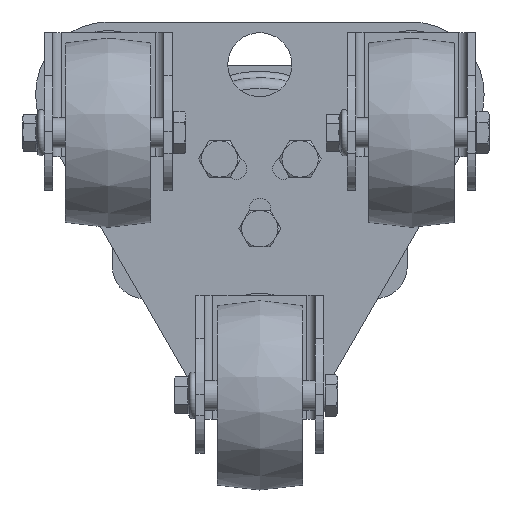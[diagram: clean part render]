
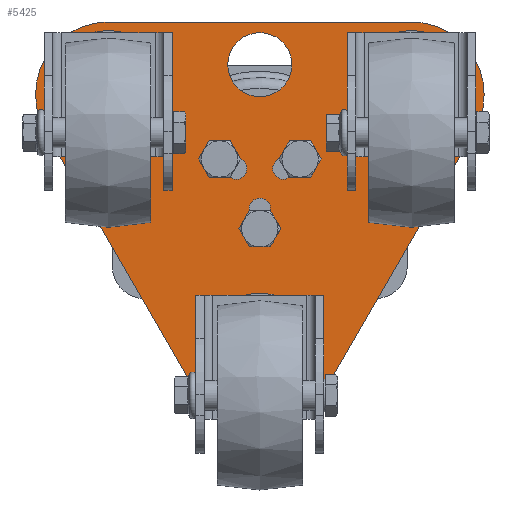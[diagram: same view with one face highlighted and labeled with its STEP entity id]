
A CAD part, front view. The second image highlights one B-rep face of the part: STEP entity #5425.
In plain terms, the highlighted face is planar.
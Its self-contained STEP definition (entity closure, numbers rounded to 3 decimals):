
#459=LINE('',#8633,#703);
#464=LINE('',#8646,#708);
#467=LINE('',#8657,#711);
#472=LINE('',#8670,#716);
#475=LINE('',#8681,#719);
#480=LINE('',#8694,#724);
#484=LINE('',#8726,#728);
#488=LINE('',#8738,#732);
#492=LINE('',#8748,#736);
#703=VECTOR('',#7022,8.515);
#708=VECTOR('',#7035,8.515);
#711=VECTOR('',#7046,8.515);
#716=VECTOR('',#7059,8.515);
#719=VECTOR('',#7070,8.515);
#724=VECTOR('',#7083,8.515);
#728=VECTOR('',#7119,142.);
#732=VECTOR('',#7131,142.);
#736=VECTOR('',#7143,142.);
#902=PLANE('',#5969);
#1153=FACE_BOUND('',#1874,.T.);
#1154=FACE_BOUND('',#1875,.T.);
#1155=FACE_BOUND('',#1876,.T.);
#1156=FACE_BOUND('',#1877,.T.);
#1157=FACE_BOUND('',#1878,.T.);
#1158=FACE_BOUND('',#1879,.T.);
#1159=FACE_BOUND('',#1880,.T.);
#1410=FACE_OUTER_BOUND('',#1873,.T.);
#1873=EDGE_LOOP('',(#4306,#4307,#4308,#4309,#4310,#4311));
#1874=EDGE_LOOP('',(#4312));
#1875=EDGE_LOOP('',(#4313,#4314,#4315,#4316));
#1876=EDGE_LOOP('',(#4317,#4318,#4319,#4320));
#1877=EDGE_LOOP('',(#4321,#4322,#4323,#4324));
#1878=EDGE_LOOP('',(#4325));
#1879=EDGE_LOOP('',(#4326));
#1880=EDGE_LOOP('',(#4327));
#2314=CIRCLE('',#5922,15.);
#2317=CIRCLE('',#5927,5.);
#2319=CIRCLE('',#5931,6.);
#2321=CIRCLE('',#5935,6.);
#2323=CIRCLE('',#5939,5.);
#2325=CIRCLE('',#5943,6.);
#2327=CIRCLE('',#5947,5.);
#2328=CIRCLE('',#5949,6.3);
#2330=CIRCLE('',#5952,6.3);
#2332=CIRCLE('',#5955,6.3);
#2335=CIRCLE('',#5959,34.);
#2337=CIRCLE('',#5963,34.);
#2339=CIRCLE('',#5967,34.);
#2683=VERTEX_POINT('',#8622);
#2687=VERTEX_POINT('',#8630);
#2688=VERTEX_POINT('',#8632);
#2690=VERTEX_POINT('',#8638);
#2692=VERTEX_POINT('',#8644);
#2695=VERTEX_POINT('',#8654);
#2696=VERTEX_POINT('',#8656);
#2698=VERTEX_POINT('',#8662);
#2700=VERTEX_POINT('',#8668);
#2703=VERTEX_POINT('',#8678);
#2704=VERTEX_POINT('',#8680);
#2706=VERTEX_POINT('',#8686);
#2708=VERTEX_POINT('',#8692);
#2709=VERTEX_POINT('',#8699);
#2711=VERTEX_POINT('',#8704);
#2713=VERTEX_POINT('',#8709);
#2717=VERTEX_POINT('',#8717);
#2718=VERTEX_POINT('',#8719);
#2720=VERTEX_POINT('',#8725);
#2722=VERTEX_POINT('',#8731);
#2724=VERTEX_POINT('',#8737);
#2726=VERTEX_POINT('',#8743);
#3264=EDGE_CURVE('',#2683,#2683,#2314,.T.);
#3268=EDGE_CURVE('',#2688,#2687,#459,.T.);
#3272=EDGE_CURVE('',#2687,#2690,#2317,.T.);
#3275=EDGE_CURVE('',#2690,#2692,#464,.T.);
#3277=EDGE_CURVE('',#2692,#2688,#2319,.T.);
#3280=EDGE_CURVE('',#2696,#2695,#467,.T.);
#3284=EDGE_CURVE('',#2695,#2698,#2321,.T.);
#3287=EDGE_CURVE('',#2698,#2700,#472,.T.);
#3289=EDGE_CURVE('',#2700,#2696,#2323,.T.);
#3292=EDGE_CURVE('',#2704,#2703,#475,.T.);
#3296=EDGE_CURVE('',#2703,#2706,#2325,.T.);
#3299=EDGE_CURVE('',#2706,#2708,#480,.T.);
#3301=EDGE_CURVE('',#2708,#2704,#2327,.T.);
#3302=EDGE_CURVE('',#2709,#2709,#2328,.T.);
#3304=EDGE_CURVE('',#2711,#2711,#2330,.T.);
#3306=EDGE_CURVE('',#2713,#2713,#2332,.T.);
#3310=EDGE_CURVE('',#2718,#2717,#2335,.T.);
#3313=EDGE_CURVE('',#2720,#2718,#484,.T.);
#3316=EDGE_CURVE('',#2722,#2720,#2337,.T.);
#3319=EDGE_CURVE('',#2724,#2722,#488,.T.);
#3322=EDGE_CURVE('',#2726,#2724,#2339,.T.);
#3325=EDGE_CURVE('',#2717,#2726,#492,.T.);
#4306=ORIENTED_EDGE('',*,*,#3325,.T.);
#4307=ORIENTED_EDGE('',*,*,#3322,.T.);
#4308=ORIENTED_EDGE('',*,*,#3319,.T.);
#4309=ORIENTED_EDGE('',*,*,#3316,.T.);
#4310=ORIENTED_EDGE('',*,*,#3313,.T.);
#4311=ORIENTED_EDGE('',*,*,#3310,.T.);
#4312=ORIENTED_EDGE('',*,*,#3264,.T.);
#4313=ORIENTED_EDGE('',*,*,#3268,.T.);
#4314=ORIENTED_EDGE('',*,*,#3272,.T.);
#4315=ORIENTED_EDGE('',*,*,#3275,.T.);
#4316=ORIENTED_EDGE('',*,*,#3277,.T.);
#4317=ORIENTED_EDGE('',*,*,#3280,.T.);
#4318=ORIENTED_EDGE('',*,*,#3284,.T.);
#4319=ORIENTED_EDGE('',*,*,#3287,.T.);
#4320=ORIENTED_EDGE('',*,*,#3289,.T.);
#4321=ORIENTED_EDGE('',*,*,#3292,.T.);
#4322=ORIENTED_EDGE('',*,*,#3296,.T.);
#4323=ORIENTED_EDGE('',*,*,#3299,.T.);
#4324=ORIENTED_EDGE('',*,*,#3301,.T.);
#4325=ORIENTED_EDGE('',*,*,#3302,.T.);
#4326=ORIENTED_EDGE('',*,*,#3304,.T.);
#4327=ORIENTED_EDGE('',*,*,#3306,.T.);
#5425=ADVANCED_FACE('',(#1410,#1153,#1154,#1155,#1156,#1157,#1158,#1159),
#902,.F.);
#5922=AXIS2_PLACEMENT_3D('',#8623,#7014,#7015);
#5927=AXIS2_PLACEMENT_3D('',#8640,#7029,#7030);
#5931=AXIS2_PLACEMENT_3D('',#8649,#7040,#7041);
#5935=AXIS2_PLACEMENT_3D('',#8664,#7053,#7054);
#5939=AXIS2_PLACEMENT_3D('',#8673,#7064,#7065);
#5943=AXIS2_PLACEMENT_3D('',#8688,#7077,#7078);
#5947=AXIS2_PLACEMENT_3D('',#8697,#7088,#7089);
#5949=AXIS2_PLACEMENT_3D('',#8700,#7092,#7093);
#5952=AXIS2_PLACEMENT_3D('',#8705,#7098,#7099);
#5955=AXIS2_PLACEMENT_3D('',#8710,#7104,#7105);
#5959=AXIS2_PLACEMENT_3D('',#8720,#7113,#7114);
#5963=AXIS2_PLACEMENT_3D('',#8732,#7125,#7126);
#5967=AXIS2_PLACEMENT_3D('',#8744,#7137,#7138);
#5969=AXIS2_PLACEMENT_3D('',#8749,#7144,#7145);
#7014=DIRECTION('center_axis',(0.,0.,1.));
#7015=DIRECTION('ref_axis',(-1.,0.,0.));
#7022=DIRECTION('',(0.113,-0.994,0.));
#7029=DIRECTION('center_axis',(0.,0.,1.));
#7030=DIRECTION('ref_axis',(1.,-0.028,0.));
#7035=DIRECTION('',(0.113,0.994,0.));
#7040=DIRECTION('center_axis',(0.,0.,1.));
#7041=DIRECTION('ref_axis',(-0.994,0.113,0.));
#7046=DIRECTION('',(-0.917,-0.399,0.));
#7053=DIRECTION('center_axis',(0.,0.,1.));
#7054=DIRECTION('ref_axis',(0.399,-0.917,0.));
#7059=DIRECTION('',(0.804,0.595,0.));
#7064=DIRECTION('center_axis',(0.,0.,1.));
#7065=DIRECTION('ref_axis',(-0.524,0.852,0.));
#7070=DIRECTION('',(0.804,-0.595,0.));
#7077=DIRECTION('center_axis',(0.,0.,1.));
#7078=DIRECTION('ref_axis',(0.595,0.804,0.));
#7083=DIRECTION('',(-0.917,0.399,0.));
#7088=DIRECTION('center_axis',(0.,0.,1.));
#7089=DIRECTION('ref_axis',(-0.476,-0.88,0.));
#7092=DIRECTION('center_axis',(0.,0.,1.));
#7093=DIRECTION('ref_axis',(-1.,0.,0.));
#7098=DIRECTION('center_axis',(0.,0.,1.));
#7099=DIRECTION('ref_axis',(-1.,0.,0.));
#7104=DIRECTION('center_axis',(0.,0.,1.));
#7105=DIRECTION('ref_axis',(-1.,0.,0.));
#7113=DIRECTION('center_axis',(0.,0.,-1.));
#7114=DIRECTION('ref_axis',(-0.866,-0.5,0.));
#7119=DIRECTION('',(0.5,0.866,0.));
#7125=DIRECTION('center_axis',(0.,0.,-1.));
#7126=DIRECTION('ref_axis',(0.866,-0.5,0.));
#7131=DIRECTION('',(-1.,0.,0.));
#7137=DIRECTION('center_axis',(0.,0.,-1.));
#7138=DIRECTION('ref_axis',(0.,1.,0.));
#7143=DIRECTION('',(0.5,-0.866,0.));
#7144=DIRECTION('center_axis',(0.,0.,1.));
#7145=DIRECTION('ref_axis',(1.,0.,0.));
#8622=CARTESIAN_POINT('',(15.,-54.992,-12.));
#8623=CARTESIAN_POINT('Origin',(0.,-54.992,
-12.));
#8630=CARTESIAN_POINT('',(-4.998,12.621,-12.));
#8632=CARTESIAN_POINT('',(-5.961,21.082,-12.));
#8633=CARTESIAN_POINT('',(-4.257,6.11,-12.));
#8638=CARTESIAN_POINT('',(4.998,12.621,-12.));
#8640=CARTESIAN_POINT('Origin',(0.,12.482,
-12.));
#8644=CARTESIAN_POINT('',(5.961,21.082,-12.));
#8646=CARTESIAN_POINT('',(4.738,10.341,-12.));
#8649=CARTESIAN_POINT('Origin',(0.,21.761,-12.));
#8654=CARTESIAN_POINT('',(-21.238,-5.378,-12.));
#8656=CARTESIAN_POINT('',(-13.429,-1.982,-12.));
#8657=CARTESIAN_POINT('',(-11.325,-1.067,-12.));
#8662=CARTESIAN_POINT('',(-15.277,-15.704,-12.));
#8664=CARTESIAN_POINT('Origin',(-18.845,-10.88,-12.));
#8668=CARTESIAN_POINT('',(-8.431,-10.639,-12.));
#8670=CARTESIAN_POINT('',(-3.163,-6.742,-12.));
#8673=CARTESIAN_POINT('Origin',(-11.051,-6.38,-12.));
#8678=CARTESIAN_POINT('',(15.277,-15.704,-12.));
#8680=CARTESIAN_POINT('',(8.431,-10.639,-12.));
#8681=CARTESIAN_POINT('',(6.586,-9.274,-12.));
#8686=CARTESIAN_POINT('',(21.238,-5.378,-12.));
#8688=CARTESIAN_POINT('Origin',(18.845,-10.88,-12.));
#8692=CARTESIAN_POINT('',(13.429,-1.982,-12.));
#8694=CARTESIAN_POINT('',(7.42,0.631,-12.));
#8697=CARTESIAN_POINT('Origin',(11.051,-6.38,-12.));
#8699=CARTESIAN_POINT('',(77.3,-40.992,-12.));
#8700=CARTESIAN_POINT('Origin',(71.,-40.992,-12.));
#8704=CARTESIAN_POINT('',(-64.7,-40.992,-12.));
#8705=CARTESIAN_POINT('Origin',(-71.,-40.992,-12.));
#8709=CARTESIAN_POINT('',(6.3,81.984,-12.));
#8710=CARTESIAN_POINT('Origin',(0.,81.984,
-12.));
#8717=CARTESIAN_POINT('',(29.445,98.984,-12.));
#8719=CARTESIAN_POINT('',(-29.445,98.984,-12.));
#8720=CARTESIAN_POINT('Origin',(0.,81.984,
-12.));
#8725=CARTESIAN_POINT('',(-100.445,-23.992,-12.));
#8726=CARTESIAN_POINT('',(-100.445,-23.992,-12.));
#8731=CARTESIAN_POINT('',(-71.,-74.992,-12.));
#8732=CARTESIAN_POINT('Origin',(-71.,-40.992,-12.));
#8737=CARTESIAN_POINT('',(71.,-74.992,-12.));
#8738=CARTESIAN_POINT('',(71.,-74.992,-12.));
#8743=CARTESIAN_POINT('',(100.445,-23.992,-12.));
#8744=CARTESIAN_POINT('Origin',(71.,-40.992,-12.));
#8748=CARTESIAN_POINT('',(29.445,98.984,-12.));
#8749=CARTESIAN_POINT('Origin',(0.,0.,
-12.));
